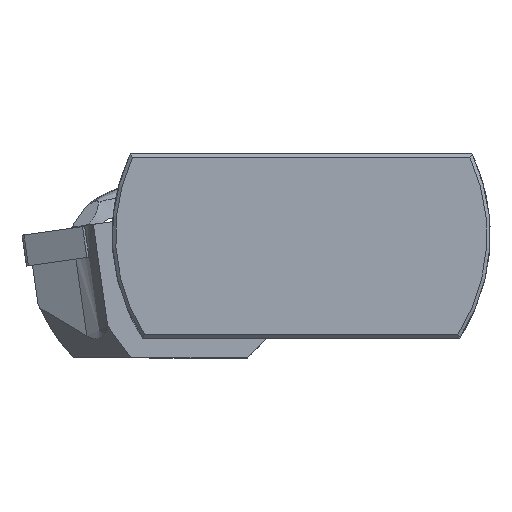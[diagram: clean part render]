
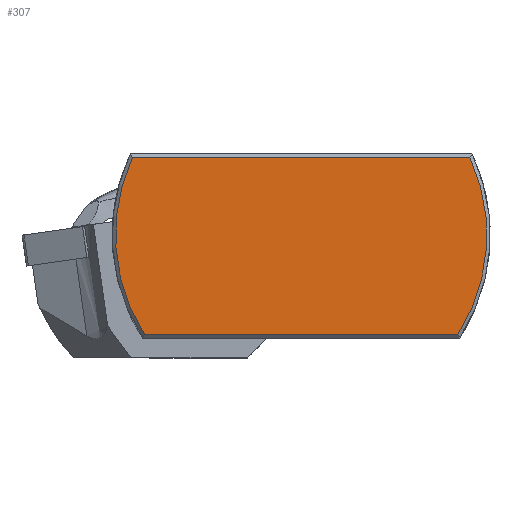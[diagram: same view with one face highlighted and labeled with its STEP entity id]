
A CAD part, top view. The second image highlights one B-rep face of the part: STEP entity #307.
In plain terms, the highlighted planar face has unit normal (0, 0, 1).
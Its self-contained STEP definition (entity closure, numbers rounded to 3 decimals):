
#192=CIRCLE('',#1745,37.825);
#194=CIRCLE('',#1749,37.825);
#307=ADVANCED_FACE('',(#436),#362,.T.);
#362=PLANE('',#1863);
#436=FACE_OUTER_BOUND('',#527,.T.);
#527=EDGE_LOOP('',(#988,#989,#990,#991));
#988=ORIENTED_EDGE('',*,*,#1201,.F.);
#989=ORIENTED_EDGE('',*,*,#1197,.T.);
#990=ORIENTED_EDGE('',*,*,#1207,.F.);
#991=ORIENTED_EDGE('',*,*,#1204,.F.);
#1044=VERTEX_POINT('',#2326);
#1045=VERTEX_POINT('',#2327);
#1048=VERTEX_POINT('',#2341);
#1050=VERTEX_POINT('',#2350);
#1197=EDGE_CURVE('',#1044,#1045,#1427,.T.);
#1201=EDGE_CURVE('',#1044,#1048,#192,.T.);
#1204=EDGE_CURVE('',#1048,#1050,#1429,.T.);
#1207=EDGE_CURVE('',#1050,#1045,#194,.T.);
#1427=LINE('',#2325,#1544);
#1429=LINE('',#2349,#1546);
#1544=VECTOR('',#1902,1.);
#1546=VECTOR('',#1912,1.);
#1745=AXIS2_PLACEMENT_3D('',#2340,#1906,#1907);
#1749=AXIS2_PLACEMENT_3D('',#2358,#1916,#1917);
#1863=AXIS2_PLACEMENT_3D('',#3226,#2242,#2243);
#1902=DIRECTION('',(-1.,0.,0.));
#1906=DIRECTION('',(0.,0.,-1.));
#1907=DIRECTION('',(1.,0.,0.));
#1912=DIRECTION('',(-1.,0.,0.));
#1916=DIRECTION('',(0.,0.,-1.));
#1917=DIRECTION('',(1.,0.,0.));
#2242=DIRECTION('',(0.,0.,1.));
#2243=DIRECTION('',(1.,0.,0.));
#2325=CARTESIAN_POINT('',(6.922,15.825,0.));
#2326=CARTESIAN_POINT('',(34.355,15.825,0.));
#2327=CARTESIAN_POINT('',(-34.355,15.825,0.));
#2340=CARTESIAN_POINT('',(0.,0.,0.));
#2341=CARTESIAN_POINT('',(31.9,-20.325,0.));
#2349=CARTESIAN_POINT('',(6.922,-20.325,0.));
#2350=CARTESIAN_POINT('',(-31.9,-20.325,0.));
#2358=CARTESIAN_POINT('',(0.,0.,0.));
#3226=CARTESIAN_POINT('',(0.,0.,0.));
